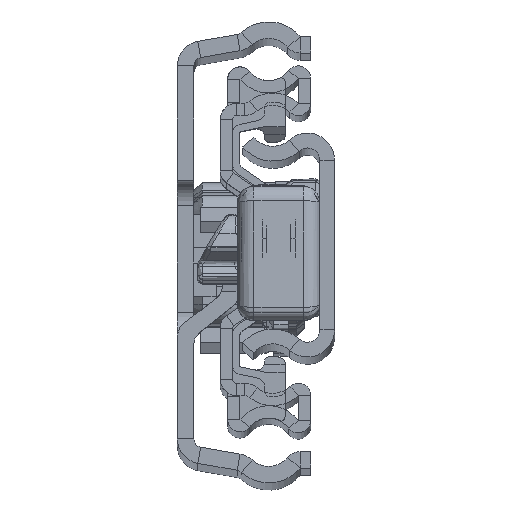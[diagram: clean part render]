
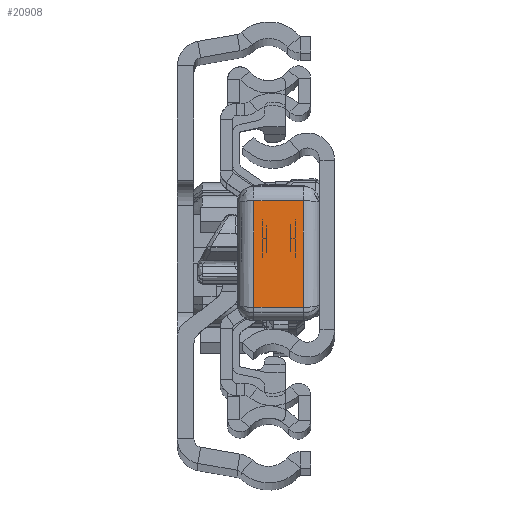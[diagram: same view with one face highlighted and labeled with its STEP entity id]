
A CAD part, top view. The second image highlights one B-rep face of the part: STEP entity #20908.
In plain terms, the highlighted face is planar.
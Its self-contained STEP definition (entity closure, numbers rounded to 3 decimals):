
#3896 = CARTESIAN_POINT ( 'NONE',  ( 39.636, 0., 5.5 ) ) ;
#4258 = VECTOR ( 'NONE', #55018, 1000. ) ;
#6760 = EDGE_CURVE ( 'NONE', #22758, #18214, #24406, .T. ) ;
#8309 = PLANE ( 'NONE',  #26034 ) ;
#8655 = EDGE_CURVE ( 'NONE', #37333, #22758, #21510, .T. ) ;
#8858 = EDGE_LOOP ( 'NONE', ( #50566, #53170, #18343, #47871 ) ) ;
#10577 = LINE ( 'NONE', #51407, #57735 ) ;
#14673 = DIRECTION ( 'NONE',  ( 0., 0., 1. ) ) ;
#17142 = CARTESIAN_POINT ( 'NONE',  ( 39.636, 0.361, 2. ) ) ;
#17878 = CARTESIAN_POINT ( 'NONE',  ( 39.636, 0., 2. ) ) ;
#18214 = VERTEX_POINT ( 'NONE', #48188 ) ;
#18343 = ORIENTED_EDGE ( 'NONE', *, *, #8655, .T. ) ;
#19489 = EDGE_CURVE ( 'NONE', #48845, #37333, #10577, .T. ) ;
#20908 = ADVANCED_FACE ( 'NONE', ( #30588 ), #8309, .F. ) ;
#21510 = LINE ( 'NONE', #47978, #38233 ) ;
#21777 = DIRECTION ( 'NONE',  ( -1., 0., 0. ) ) ;
#22758 = VERTEX_POINT ( 'NONE', #46337 ) ;
#24406 = LINE ( 'NONE', #41442, #4258 ) ;
#26034 = AXIS2_PLACEMENT_3D ( 'NONE', #3896, #21777, #57671 ) ;
#30311 = DIRECTION ( 'NONE',  ( 0., -1., 0. ) ) ;
#30588 = FACE_OUTER_BOUND ( 'NONE', #8858, .T. ) ;
#32593 = VECTOR ( 'NONE', #44926, 1000. ) ;
#36050 = CARTESIAN_POINT ( 'NONE',  ( 39.636, 0.361, 8. ) ) ;
#37313 = EDGE_CURVE ( 'NONE', #18214, #48845, #44037, .T. ) ;
#37333 = VERTEX_POINT ( 'NONE', #36050 ) ;
#38233 = VECTOR ( 'NONE', #30311, 1000. ) ;
#41442 = CARTESIAN_POINT ( 'NONE',  ( 39.636, -12.609, 5.5 ) ) ;
#44037 = LINE ( 'NONE', #17878, #32593 ) ;
#44926 = DIRECTION ( 'NONE',  ( 0., 1., 0. ) ) ;
#46337 = CARTESIAN_POINT ( 'NONE',  ( 39.636, -12.609, 8. ) ) ;
#47871 = ORIENTED_EDGE ( 'NONE', *, *, #6760, .T. ) ;
#47978 = CARTESIAN_POINT ( 'NONE',  ( 39.636, 0., 8. ) ) ;
#48188 = CARTESIAN_POINT ( 'NONE',  ( 39.636, -12.609, 2. ) ) ;
#48845 = VERTEX_POINT ( 'NONE', #17142 ) ;
#50566 = ORIENTED_EDGE ( 'NONE', *, *, #37313, .T. ) ;
#51407 = CARTESIAN_POINT ( 'NONE',  ( 39.636, 0.361, 5.5 ) ) ;
#53170 = ORIENTED_EDGE ( 'NONE', *, *, #19489, .T. ) ;
#55018 = DIRECTION ( 'NONE',  ( 0., 0., -1. ) ) ;
#57671 = DIRECTION ( 'NONE',  ( 0., 0., -1. ) ) ;
#57735 = VECTOR ( 'NONE', #14673, 1000. ) ;
